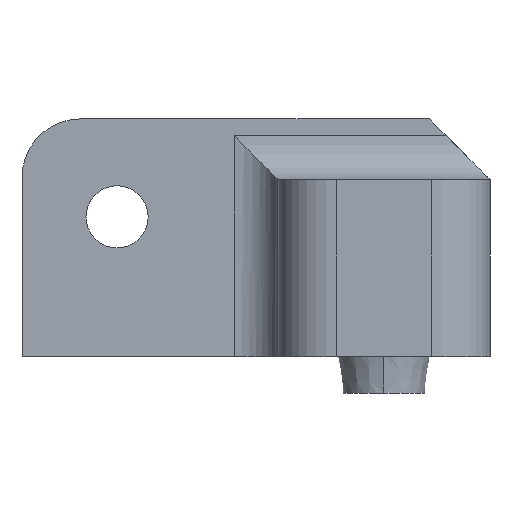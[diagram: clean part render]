
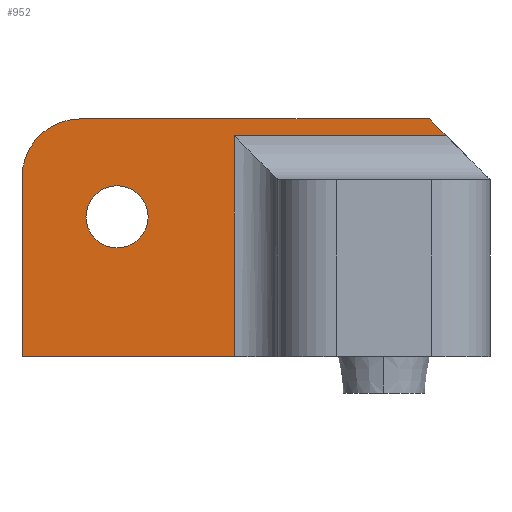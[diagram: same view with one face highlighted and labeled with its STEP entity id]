
A CAD part, left-side view. The second image highlights one B-rep face of the part: STEP entity #952.
In plain terms, the highlighted planar face has unit normal (-1, 0, 0).
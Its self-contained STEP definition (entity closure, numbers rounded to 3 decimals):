
#24 = CARTESIAN_POINT ( 'NONE',  ( 25.75, 6., 30.2 ) ) ;
#27 = VECTOR ( 'NONE', #448, 1000. ) ;
#39 = DIRECTION ( 'NONE',  ( 0., 1., 0. ) ) ;
#107 = CARTESIAN_POINT ( 'NONE',  ( 25.75, 51., 19.1 ) ) ;
#129 = CARTESIAN_POINT ( 'NONE',  ( 25.75, 8.3, 32.5 ) ) ;
#147 = DIRECTION ( 'NONE',  ( 0., 1., 0. ) ) ;
#175 = DIRECTION ( 'NONE',  ( 1., 0., 0. ) ) ;
#190 = EDGE_CURVE ( 'NONE', #354, #247, #1410, .T. ) ;
#193 = AXIS2_PLACEMENT_3D ( 'NONE', #439, #175, #39 ) ;
#196 = FACE_OUTER_BOUND ( 'NONE', #835, .T. ) ;
#200 = LINE ( 'NONE', #834, #1537 ) ;
#230 = CARTESIAN_POINT ( 'NONE',  ( 25.75, 35., 0. ) ) ;
#245 = ORIENTED_EDGE ( 'NONE', *, *, #1676, .T. ) ;
#247 = VERTEX_POINT ( 'NONE', #129 ) ;
#354 = VERTEX_POINT ( 'NONE', #24 ) ;
#394 = DIRECTION ( 'NONE',  ( -1., 0., 0. ) ) ;
#418 = DIRECTION ( 'NONE',  ( 0., -1., 0. ) ) ;
#419 = ORIENTED_EDGE ( 'NONE', *, *, #622, .F. ) ;
#439 = CARTESIAN_POINT ( 'NONE',  ( 25.75, 29., 32.5 ) ) ;
#448 = DIRECTION ( 'NONE',  ( 0., -1., 0. ) ) ;
#485 = CARTESIAN_POINT ( 'NONE',  ( 25.75, 56., 32.5 ) ) ;
#539 = DIRECTION ( 'NONE',  ( 0., -1., 0. ) ) ;
#594 = VERTEX_POINT ( 'NONE', #230 ) ;
#622 = EDGE_CURVE ( 'NONE', #1361, #1190, #1274, .T. ) ;
#630 = VERTEX_POINT ( 'NONE', #928 ) ;
#631 = LINE ( 'NONE', #1083, #1299 ) ;
#632 = DIRECTION ( 'NONE',  ( 0., 0., 1. ) ) ;
#784 = DIRECTION ( 'NONE',  ( -1., 0., 0. ) ) ;
#806 = CARTESIAN_POINT ( 'NONE',  ( 25.75, 55.25, 19.1 ) ) ;
#834 = CARTESIAN_POINT ( 'NONE',  ( 25.75, 35., 32.5 ) ) ;
#835 = EDGE_LOOP ( 'NONE', ( #1520, #1715, #1624, #1270, #1264, #419, #245 ) ) ;
#843 = CARTESIAN_POINT ( 'NONE',  ( 25.75, 46.75, 19.1 ) ) ;
#870 = AXIS2_PLACEMENT_3D ( 'NONE', #107, #394, #1691 ) ;
#928 = CARTESIAN_POINT ( 'NONE',  ( 25.75, 35., 30.2 ) ) ;
#932 = CARTESIAN_POINT ( 'NONE',  ( 25.75, 56., 24.5 ) ) ;
#952 = ADVANCED_FACE ( 'NONE', ( #1432, #196 ), #1516, .F. ) ;
#961 = AXIS2_PLACEMENT_3D ( 'NONE', #1337, #1328, #418 ) ;
#967 = VECTOR ( 'NONE', #632, 1000. ) ;
#1003 = ORIENTED_EDGE ( 'NONE', *, *, #1376, .F. ) ;
#1028 = DIRECTION ( 'NONE',  ( 0., 0.707, 0.707 ) ) ;
#1050 = VECTOR ( 'NONE', #1028, 1000. ) ;
#1083 = CARTESIAN_POINT ( 'NONE',  ( 25.75, 29., 32.5 ) ) ;
#1179 = ORIENTED_EDGE ( 'NONE', *, *, #1414, .F. ) ;
#1190 = VERTEX_POINT ( 'NONE', #1681 ) ;
#1192 = CARTESIAN_POINT ( 'NONE',  ( 25.75, 29., 30.2 ) ) ;
#1205 = VERTEX_POINT ( 'NONE', #485 ) ;
#1226 = DIRECTION ( 'NONE',  ( 0., 0., 1. ) ) ;
#1256 = VECTOR ( 'NONE', #1472, 1000. ) ;
#1264 = ORIENTED_EDGE ( 'NONE', *, *, #1444, .T. ) ;
#1270 = ORIENTED_EDGE ( 'NONE', *, *, #1590, .F. ) ;
#1274 = LINE ( 'NONE', #1587, #967 ) ;
#1299 = VECTOR ( 'NONE', #539, 1000. ) ;
#1314 = CIRCLE ( 'NONE', #870, 4.25 ) ;
#1318 = CARTESIAN_POINT ( 'NONE',  ( 25.75, 8.3, 32.5 ) ) ;
#1328 = DIRECTION ( 'NONE',  ( -1., 0., 0. ) ) ;
#1337 = CARTESIAN_POINT ( 'NONE',  ( 25.75, 51., 19.1 ) ) ;
#1361 = VERTEX_POINT ( 'NONE', #1579 ) ;
#1376 = EDGE_CURVE ( 'NONE', #1562, #1685, #1314, .T. ) ;
#1392 = LINE ( 'NONE', #1192, #1256 ) ;
#1410 = LINE ( 'NONE', #1318, #1050 ) ;
#1414 = EDGE_CURVE ( 'NONE', #1685, #1562, #1671, .T. ) ;
#1432 = FACE_BOUND ( 'NONE', #1585, .T. ) ;
#1435 = LINE ( 'NONE', #1512, #27 ) ;
#1444 = EDGE_CURVE ( 'NONE', #1205, #1190, #1515, .T. ) ;
#1472 = DIRECTION ( 'NONE',  ( 0., -1., 0. ) ) ;
#1475 = EDGE_CURVE ( 'NONE', #630, #354, #1392, .T. ) ;
#1512 = CARTESIAN_POINT ( 'NONE',  ( 25.75, 64., 0. ) ) ;
#1515 = CIRCLE ( 'NONE', #1534, 8. ) ;
#1516 = PLANE ( 'NONE',  #193 ) ;
#1520 = ORIENTED_EDGE ( 'NONE', *, *, #1558, .T. ) ;
#1534 = AXIS2_PLACEMENT_3D ( 'NONE', #932, #784, #147 ) ;
#1537 = VECTOR ( 'NONE', #1226, 1000. ) ;
#1558 = EDGE_CURVE ( 'NONE', #594, #630, #200, .T. ) ;
#1562 = VERTEX_POINT ( 'NONE', #806 ) ;
#1579 = CARTESIAN_POINT ( 'NONE',  ( 25.75, 64., 0. ) ) ;
#1585 = EDGE_LOOP ( 'NONE', ( #1179, #1003 ) ) ;
#1587 = CARTESIAN_POINT ( 'NONE',  ( 25.75, 64., 0. ) ) ;
#1590 = EDGE_CURVE ( 'NONE', #1205, #247, #631, .T. ) ;
#1624 = ORIENTED_EDGE ( 'NONE', *, *, #190, .T. ) ;
#1671 = CIRCLE ( 'NONE', #961, 4.25 ) ;
#1676 = EDGE_CURVE ( 'NONE', #1361, #594, #1435, .T. ) ;
#1681 = CARTESIAN_POINT ( 'NONE',  ( 25.75, 64., 24.5 ) ) ;
#1685 = VERTEX_POINT ( 'NONE', #843 ) ;
#1691 = DIRECTION ( 'NONE',  ( 0., -1., 0. ) ) ;
#1715 = ORIENTED_EDGE ( 'NONE', *, *, #1475, .T. ) ;
